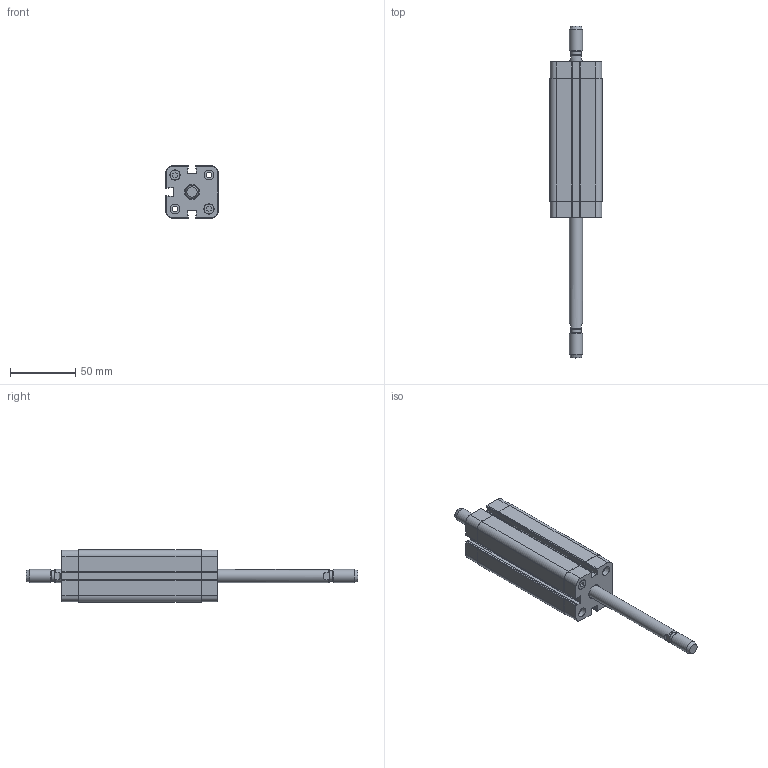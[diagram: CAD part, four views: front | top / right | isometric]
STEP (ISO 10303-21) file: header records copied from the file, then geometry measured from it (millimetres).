
FILE_DESCRIPTION((''),'2;1');
FILE_NAME('ADMP025.080.GS.M.stp','2011-08-25T10:47:47',('Administrator'),(''),'Autodesk Inventor 2012','Autodesk Inventor 2012','');
FILE_SCHEMA(('AUTOMOTIVE_DESIGN { 1 0 10303 214 1 1 1 1 }'));
Length unit declared in the file: millimetre
Products named in the file (1): ADMP025.080.GS.M
Bounding box: 40.1 x 254.5 x 40.1 mm (x, y, z)
Volume: 182011.7 mm3; surface area: 34217.6 mm2
Topology: 1 solids, 1 shells, 211 faces, 549 edges, 363 vertices
Faces by surface type: plane 119, cylinder 84, torus 4, cone 4
Full cylindrical faces by diameter (mm): 4.134 x4, 7.5 x8, 7.9 x1, 8 x5, 10 x4, 11.6 x2
Entity records: 6642 total; most frequent: CARTESIAN_POINT 1164, DIRECTION 1116, ORIENTED_EDGE 1038, EDGE_CURVE 519, AXIS2_PLACEMENT_3D 393, VERTEX_POINT 361, VECTOR 330, LINE 330
